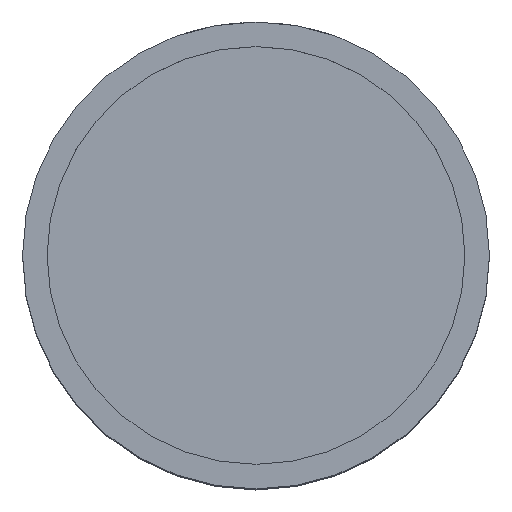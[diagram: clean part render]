
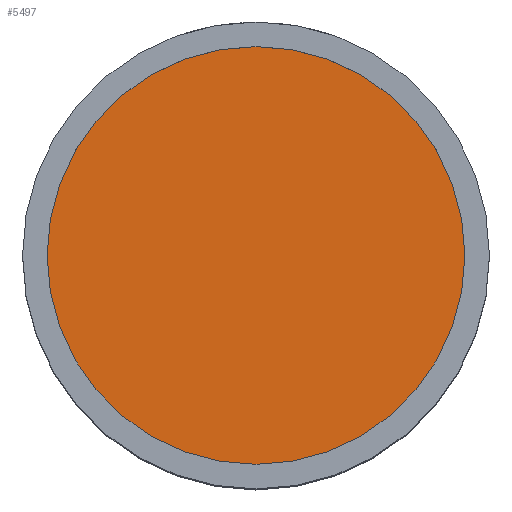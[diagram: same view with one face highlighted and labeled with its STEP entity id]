
A CAD part, top view. The second image highlights one B-rep face of the part: STEP entity #5497.
In plain terms, the highlighted planar face has unit normal (0, 0, 1).
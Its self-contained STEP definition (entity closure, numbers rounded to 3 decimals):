
#205=PLANE('',#5885);
#711=FACE_OUTER_BOUND('',#1031,.T.);
#1031=EDGE_LOOP('',(#4045));
#1285=CIRCLE('',#5803,4.25);
#2328=VERTEX_POINT('',#9725);
#2866=EDGE_CURVE('',#2328,#2328,#1285,.T.);
#4045=ORIENTED_EDGE('',*,*,#2866,.T.);
#5497=ADVANCED_FACE('',(#711),#205,.T.);
#5803=AXIS2_PLACEMENT_3D('',#9726,#6249,#6250);
#5885=AXIS2_PLACEMENT_3D('',#10908,#6550,#6551);
#6249=DIRECTION('center_axis',(0.,0.,1.));
#6250=DIRECTION('ref_axis',(0.,1.,0.));
#6550=DIRECTION('center_axis',(0.,0.,1.));
#6551=DIRECTION('ref_axis',(0.,1.,0.));
#9725=CARTESIAN_POINT('',(0.,-4.25,12.));
#9726=CARTESIAN_POINT('Origin',(0.,0.,12.));
#10908=CARTESIAN_POINT('Origin',(0.,0.,
12.));
